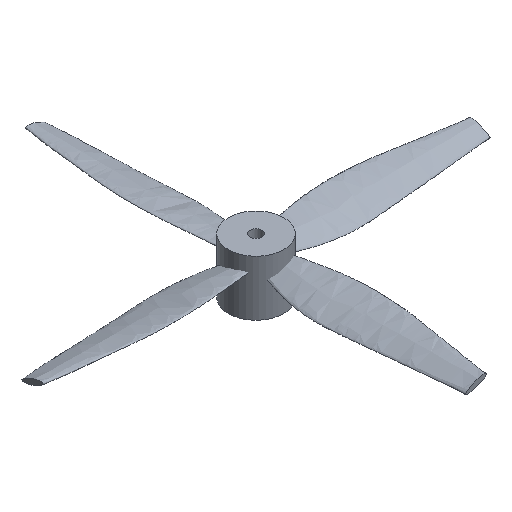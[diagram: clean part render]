
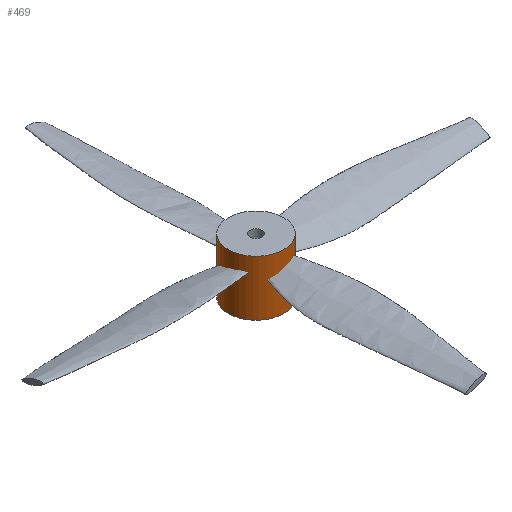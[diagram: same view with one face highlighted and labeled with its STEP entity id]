
A CAD part, isometric view. The second image highlights one B-rep face of the part: STEP entity #469.
In plain terms, the highlighted cylindrical face has radius 7.5 mm (diameter 15 mm), a full revolution.
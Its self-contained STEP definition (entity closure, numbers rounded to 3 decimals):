
#21=CIRCLE('',#527,7.5);
#22=CIRCLE('',#529,7.5);
#91=FACE_OUTER_BOUND('',#127,.T.);
#127=EDGE_LOOP('',(#386,#387,#388,#389));
#179=LINE('',#1263,#208);
#208=VECTOR('',#631,7.5);
#237=VERTEX_POINT('',#1258);
#238=VERTEX_POINT('',#1261);
#290=EDGE_CURVE('',#237,#237,#21,.T.);
#291=EDGE_CURVE('',#238,#238,#22,.T.);
#292=EDGE_CURVE('',#238,#237,#179,.T.);
#386=ORIENTED_EDGE('',*,*,#291,.F.);
#387=ORIENTED_EDGE('',*,*,#292,.T.);
#388=ORIENTED_EDGE('',*,*,#290,.F.);
#389=ORIENTED_EDGE('',*,*,#292,.F.);
#449=CYLINDRICAL_SURFACE('',#528,7.5);
#469=ADVANCED_FACE('',(#91),#449,.T.);
#527=AXIS2_PLACEMENT_3D('',#1259,#625,#626);
#528=AXIS2_PLACEMENT_3D('',#1260,#627,#628);
#529=AXIS2_PLACEMENT_3D('',#1262,#629,#630);
#625=DIRECTION('center_axis',(0.,0.,-1.));
#626=DIRECTION('ref_axis',(1.,0.,0.));
#627=DIRECTION('center_axis',(0.,0.,1.));
#628=DIRECTION('ref_axis',(1.,0.,0.));
#629=DIRECTION('center_axis',(0.,0.,1.));
#630=DIRECTION('ref_axis',(1.,0.,0.));
#631=DIRECTION('',(0.,0.,-1.));
#1258=CARTESIAN_POINT('',(-7.5,0.,-10.));
#1259=CARTESIAN_POINT('Origin',(0.,0.,-10.));
#1260=CARTESIAN_POINT('Origin',(0.,0.,0.));
#1261=CARTESIAN_POINT('',(-7.5,0.,5.));
#1262=CARTESIAN_POINT('Origin',(0.,0.,5.));
#1263=CARTESIAN_POINT('',(-7.5,0.,0.));
